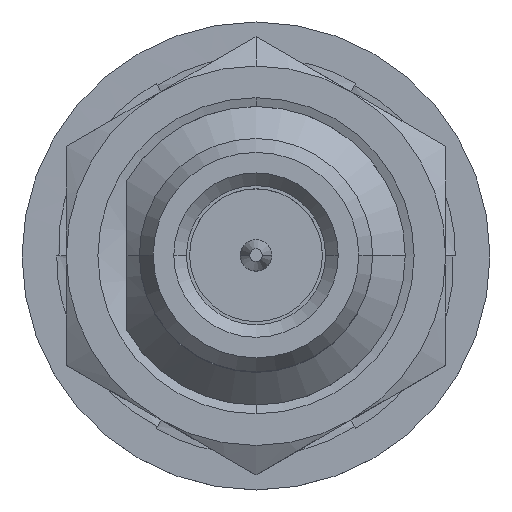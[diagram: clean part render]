
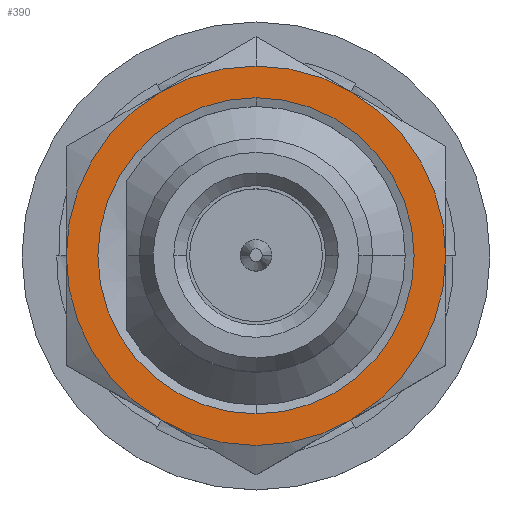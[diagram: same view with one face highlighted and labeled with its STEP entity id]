
A CAD part, top view. The second image highlights one B-rep face of the part: STEP entity #390.
In plain terms, the highlighted planar face has unit normal (0, 0, 1).
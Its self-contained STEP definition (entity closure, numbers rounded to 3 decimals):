
#390 = ADVANCED_FACE ( 'NONE', ( #5661, #5665 ), #6816, .F. ) ;
#629 = EDGE_CURVE ( 'NONE', #6410, #6402, #7085, .T. ) ;
#1246 = EDGE_CURVE ( 'NONE', #6440, #2928, #3907, .T. ) ;
#1273 = EDGE_CURVE ( 'NONE', #6402, #6410, #3920, .T. ) ;
#2115 = AXIS2_PLACEMENT_3D ( 'NONE', #5832, #5836, #5828 ) ;
#2895 = VERTEX_POINT ( 'NONE', #4220 ) ;
#2913 = VERTEX_POINT ( 'NONE', #4238 ) ;
#2925 = VERTEX_POINT ( 'NONE', #4250 ) ;
#2928 = VERTEX_POINT ( 'NONE', #4253 ) ;
#2942 = VERTEX_POINT ( 'NONE', #4267 ) ;
#2948 = VERTEX_POINT ( 'NONE', #4273 ) ;
#3136 = AXIS2_PLACEMENT_3D ( 'NONE', #3575, #3576, #3577 ) ;
#3152 = AXIS2_PLACEMENT_3D ( 'NONE', #3680, #3681, #3682 ) ;
#3199 = AXIS2_PLACEMENT_3D ( 'NONE', #4389, #4390, #4391 ) ;
#3575 = CARTESIAN_POINT ( 'NONE',  ( 0., 0., -5.9 ) ) ;
#3576 = DIRECTION ( 'NONE',  ( 0., 0., 1. ) ) ;
#3577 = DIRECTION ( 'NONE',  ( 0., -1., 0. ) ) ;
#3680 = CARTESIAN_POINT ( 'NONE',  ( 0., 0., -5.9 ) ) ;
#3681 = DIRECTION ( 'NONE',  ( 0., 0., 1. ) ) ;
#3682 = DIRECTION ( 'NONE',  ( 0., -1., 0. ) ) ;
#3907 = CIRCLE ( 'NONE', #3136, 3. ) ;
#3920 = CIRCLE ( 'NONE', #3152, 2.5 ) ;
#4062 = CIRCLE ( 'NONE', #3199, 3. ) ;
#4079 = CIRCLE ( 'NONE', #5879, 3. ) ;
#4082 = CIRCLE ( 'NONE', #5880, 3. ) ;
#4085 = CIRCLE ( 'NONE', #5881, 3. ) ;
#4087 = CIRCLE ( 'NONE', #5882, 3. ) ;
#4088 = CIRCLE ( 'NONE', #5883, 3. ) ;
#4220 = CARTESIAN_POINT ( 'NONE',  ( 0., 3., -5.9 ) ) ;
#4238 = CARTESIAN_POINT ( 'NONE',  ( 1.5, -2.598, -5.9 ) ) ;
#4250 = CARTESIAN_POINT ( 'NONE',  ( -1.5, -2.598, -5.9 ) ) ;
#4253 = CARTESIAN_POINT ( 'NONE',  ( -3., 0., -5.9 ) ) ;
#4267 = CARTESIAN_POINT ( 'NONE',  ( 3., 0., -5.9 ) ) ;
#4273 = CARTESIAN_POINT ( 'NONE',  ( 1.5, 2.598, -5.9 ) ) ;
#4389 = CARTESIAN_POINT ( 'NONE',  ( 0., 0., -5.9 ) ) ;
#4390 = DIRECTION ( 'NONE',  ( 0., 0., 1. ) ) ;
#4391 = DIRECTION ( 'NONE',  ( 0., -1., 0. ) ) ;
#4453 = CARTESIAN_POINT ( 'NONE',  ( 0., 0., -5.9 ) ) ;
#4454 = DIRECTION ( 'NONE',  ( 0., 0., 1. ) ) ;
#4455 = DIRECTION ( 'NONE',  ( 0., -1., 0. ) ) ;
#4458 = CARTESIAN_POINT ( 'NONE',  ( 0., 0., -5.9 ) ) ;
#4459 = DIRECTION ( 'NONE',  ( 0., 0., 1. ) ) ;
#4460 = DIRECTION ( 'NONE',  ( 0., -1., 0. ) ) ;
#4467 = CARTESIAN_POINT ( 'NONE',  ( 0., 0., -5.9 ) ) ;
#4468 = DIRECTION ( 'NONE',  ( 0., 0., 1. ) ) ;
#4469 = DIRECTION ( 'NONE',  ( 0., -1., 0. ) ) ;
#4472 = CARTESIAN_POINT ( 'NONE',  ( 0., 0., -5.9 ) ) ;
#4473 = DIRECTION ( 'NONE',  ( 0., 0., 1. ) ) ;
#4474 = DIRECTION ( 'NONE',  ( 0., -1., 0. ) ) ;
#4481 = CARTESIAN_POINT ( 'NONE',  ( 0., 0., -5.9 ) ) ;
#4482 = DIRECTION ( 'NONE',  ( 0., 0., 1. ) ) ;
#4483 = DIRECTION ( 'NONE',  ( 0., -1., 0. ) ) ;
#4684 = CARTESIAN_POINT ( 'NONE',  ( 0., -2.5, -5.9 ) ) ;
#4692 = CARTESIAN_POINT ( 'NONE',  ( 0., 2.5, -5.9 ) ) ;
#4722 = CARTESIAN_POINT ( 'NONE',  ( -1.5, 2.598, -5.9 ) ) ;
#5554 = EDGE_CURVE ( 'NONE', #2895, #6440, #4062, .T. ) ;
#5574 = EDGE_CURVE ( 'NONE', #2928, #2925, #4079, .T. ) ;
#5576 = EDGE_CURVE ( 'NONE', #2948, #2895, #4082, .T. ) ;
#5578 = EDGE_CURVE ( 'NONE', #2913, #2942, #4085, .T. ) ;
#5579 = EDGE_CURVE ( 'NONE', #2942, #2948, #4087, .T. ) ;
#5581 = EDGE_CURVE ( 'NONE', #2925, #2913, #4088, .T. ) ;
#5661 = FACE_BOUND ( 'NONE', #7476, .T. ) ;
#5665 = FACE_OUTER_BOUND ( 'NONE', #7417, .T. ) ;
#5828 = DIRECTION ( 'NONE',  ( 0., -1., 0. ) ) ;
#5832 = CARTESIAN_POINT ( 'NONE',  ( 0., 0., -5.9 ) ) ;
#5836 = DIRECTION ( 'NONE',  ( 0., 0., 1. ) ) ;
#5879 = AXIS2_PLACEMENT_3D ( 'NONE', #4453, #4454, #4455 ) ;
#5880 = AXIS2_PLACEMENT_3D ( 'NONE', #4458, #4459, #4460 ) ;
#5881 = AXIS2_PLACEMENT_3D ( 'NONE', #4467, #4468, #4469 ) ;
#5882 = AXIS2_PLACEMENT_3D ( 'NONE', #4472, #4473, #4474 ) ;
#5883 = AXIS2_PLACEMENT_3D ( 'NONE', #4481, #4482, #4483 ) ;
#5977 = ORIENTED_EDGE ( 'NONE', *, *, #5578, .T. ) ;
#5982 = ORIENTED_EDGE ( 'NONE', *, *, #1246, .T. ) ;
#5990 = ORIENTED_EDGE ( 'NONE', *, *, #5576, .T. ) ;
#5999 = ORIENTED_EDGE ( 'NONE', *, *, #1273, .F. ) ;
#6008 = ORIENTED_EDGE ( 'NONE', *, *, #5581, .T. ) ;
#6009 = ORIENTED_EDGE ( 'NONE', *, *, #5574, .T. ) ;
#6034 = ORIENTED_EDGE ( 'NONE', *, *, #629, .F. ) ;
#6040 = ORIENTED_EDGE ( 'NONE', *, *, #5554, .T. ) ;
#6056 = ORIENTED_EDGE ( 'NONE', *, *, #5579, .T. ) ;
#6383 = AXIS2_PLACEMENT_3D ( 'NONE', #7064, #7078, #7135 ) ;
#6402 = VERTEX_POINT ( 'NONE', #4684 ) ;
#6410 = VERTEX_POINT ( 'NONE', #4692 ) ;
#6440 = VERTEX_POINT ( 'NONE', #4722 ) ;
#6816 = PLANE ( 'NONE',  #6383 ) ;
#7064 = CARTESIAN_POINT ( 'NONE',  ( 0., 3., -5.9 ) ) ;
#7078 = DIRECTION ( 'NONE',  ( 0., 0., -1. ) ) ;
#7085 = CIRCLE ( 'NONE', #2115, 2.5 ) ;
#7135 = DIRECTION ( 'NONE',  ( 0., 1., 0. ) ) ;
#7417 = EDGE_LOOP ( 'NONE', ( #5977, #6056, #5990, #6040, #5982, #6009, #6008 ) ) ;
#7476 = EDGE_LOOP ( 'NONE', ( #5999, #6034 ) ) ;
